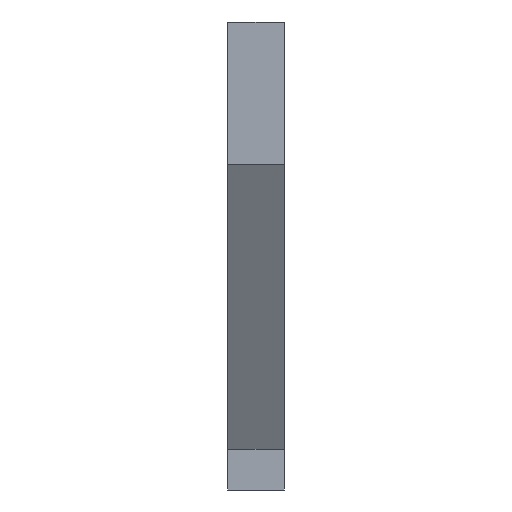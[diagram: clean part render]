
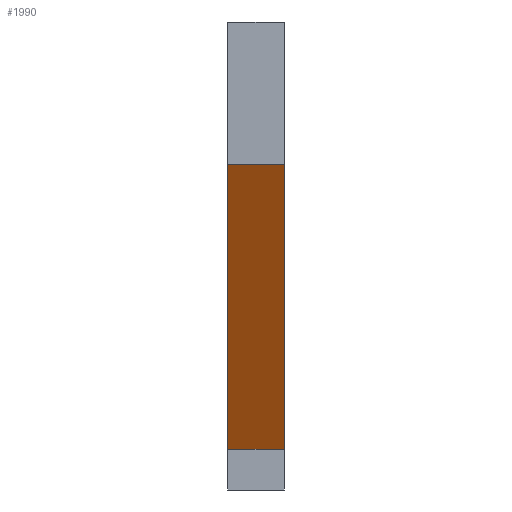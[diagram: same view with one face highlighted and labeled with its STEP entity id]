
A CAD part, left-side view. The second image highlights one B-rep face of the part: STEP entity #1990.
In plain terms, the highlighted planar face has unit normal (-0.866, 0, -0.5).
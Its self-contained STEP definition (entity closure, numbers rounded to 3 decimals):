
#371 = PLANE('',#372);
#372 = AXIS2_PLACEMENT_3D('',#373,#374,#375);
#373 = CARTESIAN_POINT('',(-3.502,-5.,-23.912));
#374 = DIRECTION('',(0.,1.,0.));
#375 = DIRECTION('',(0.,0.,1.));
#425 = PLANE('',#426);
#426 = AXIS2_PLACEMENT_3D('',#427,#428,#429);
#427 = CARTESIAN_POINT('',(-3.502,5.,-23.912));
#428 = DIRECTION('',(0.,1.,0.));
#429 = DIRECTION('',(0.,0.,1.));
#1121 = VERTEX_POINT('',#1122);
#1122 = CARTESIAN_POINT('',(31.396,5.,-70.238));
#1136 = PLANE('',#1137);
#1137 = AXIS2_PLACEMENT_3D('',#1138,#1139,#1140);
#1138 = CARTESIAN_POINT('',(31.396,5.,-70.238));
#1139 = DIRECTION('',(1.,0.,0.));
#1140 = DIRECTION('',(0.,0.,-1.));
#1148 = EDGE_CURVE('',#1149,#1121,#1151,.T.);
#1149 = VERTEX_POINT('',#1150);
#1150 = CARTESIAN_POINT('',(-0.331,5.,-15.286));
#1151 = SURFACE_CURVE('',#1152,(#1156,#1163),.PCURVE_S1.);
#1152 = LINE('',#1153,#1154);
#1153 = CARTESIAN_POINT('',(-6.104,5.,-5.286));
#1154 = VECTOR('',#1155,1.);
#1155 = DIRECTION('',(0.5,0.,-0.866));
#1156 = PCURVE('',#425,#1157);
#1157 = DEFINITIONAL_REPRESENTATION('',(#1158),#1162);
#1158 = LINE('',#1159,#1160);
#1159 = CARTESIAN_POINT('',(18.625,-2.602));
#1160 = VECTOR('',#1161,1.);
#1161 = DIRECTION('',(-0.866,0.5));
#1162 = ( GEOMETRIC_REPRESENTATION_CONTEXT(2) 
PARAMETRIC_REPRESENTATION_CONTEXT() REPRESENTATION_CONTEXT('2D SPACE',''
  ) );
#1163 = PCURVE('',#1164,#1169);
#1164 = PLANE('',#1165);
#1165 = AXIS2_PLACEMENT_3D('',#1166,#1167,#1168);
#1166 = CARTESIAN_POINT('',(-6.104,5.,-5.286));
#1167 = DIRECTION('',(0.866,0.,0.5));
#1168 = DIRECTION('',(0.5,0.,-0.866));
#1169 = DEFINITIONAL_REPRESENTATION('',(#1170),#1174);
#1170 = LINE('',#1171,#1172);
#1171 = CARTESIAN_POINT('',(0.,0.));
#1172 = VECTOR('',#1173,1.);
#1173 = DIRECTION('',(1.,0.));
#1174 = ( GEOMETRIC_REPRESENTATION_CONTEXT(2) 
PARAMETRIC_REPRESENTATION_CONTEXT() REPRESENTATION_CONTEXT('2D SPACE',''
  ) );
#1191 = CYLINDRICAL_SURFACE('',#1192,20.);
#1192 = AXIS2_PLACEMENT_3D('',#1193,#1194,#1195);
#1193 = CARTESIAN_POINT('',(-17.651,5.,-25.286));
#1194 = DIRECTION('',(0.,-1.,0.));
#1195 = DIRECTION('',(0.,0.,1.));
#1405 = VERTEX_POINT('',#1406);
#1406 = CARTESIAN_POINT('',(31.396,-5.,-70.238));
#1427 = EDGE_CURVE('',#1428,#1405,#1430,.T.);
#1428 = VERTEX_POINT('',#1429);
#1429 = CARTESIAN_POINT('',(-0.331,-5.,-15.286));
#1430 = SURFACE_CURVE('',#1431,(#1435,#1442),.PCURVE_S1.);
#1431 = LINE('',#1432,#1433);
#1432 = CARTESIAN_POINT('',(-6.104,-5.,-5.286));
#1433 = VECTOR('',#1434,1.);
#1434 = DIRECTION('',(0.5,0.,-0.866));
#1435 = PCURVE('',#371,#1436);
#1436 = DEFINITIONAL_REPRESENTATION('',(#1437),#1441);
#1437 = LINE('',#1438,#1439);
#1438 = CARTESIAN_POINT('',(18.625,-2.602));
#1439 = VECTOR('',#1440,1.);
#1440 = DIRECTION('',(-0.866,0.5));
#1441 = ( GEOMETRIC_REPRESENTATION_CONTEXT(2) 
PARAMETRIC_REPRESENTATION_CONTEXT() REPRESENTATION_CONTEXT('2D SPACE',''
  ) );
#1442 = PCURVE('',#1164,#1443);
#1443 = DEFINITIONAL_REPRESENTATION('',(#1444),#1448);
#1444 = LINE('',#1445,#1446);
#1445 = CARTESIAN_POINT('',(0.,-10.));
#1446 = VECTOR('',#1447,1.);
#1447 = DIRECTION('',(1.,0.));
#1448 = ( GEOMETRIC_REPRESENTATION_CONTEXT(2) 
PARAMETRIC_REPRESENTATION_CONTEXT() REPRESENTATION_CONTEXT('2D SPACE',''
  ) );
#1968 = EDGE_CURVE('',#1149,#1428,#1969,.T.);
#1969 = SURFACE_CURVE('',#1970,(#1974,#1981),.PCURVE_S1.);
#1970 = LINE('',#1971,#1972);
#1971 = CARTESIAN_POINT('',(-0.331,5.,-15.286));
#1972 = VECTOR('',#1973,1.);
#1973 = DIRECTION('',(0.,-1.,0.));
#1974 = PCURVE('',#1191,#1975);
#1975 = DEFINITIONAL_REPRESENTATION('',(#1976),#1980);
#1976 = LINE('',#1977,#1978);
#1977 = CARTESIAN_POINT('',(-1.047,0.));
#1978 = VECTOR('',#1979,1.);
#1979 = DIRECTION('',(-0.,1.));
#1980 = ( GEOMETRIC_REPRESENTATION_CONTEXT(2) 
PARAMETRIC_REPRESENTATION_CONTEXT() REPRESENTATION_CONTEXT('2D SPACE',''
  ) );
#1981 = PCURVE('',#1164,#1982);
#1982 = DEFINITIONAL_REPRESENTATION('',(#1983),#1987);
#1983 = LINE('',#1984,#1985);
#1984 = CARTESIAN_POINT('',(11.547,0.));
#1985 = VECTOR('',#1986,1.);
#1986 = DIRECTION('',(0.,-1.));
#1987 = ( GEOMETRIC_REPRESENTATION_CONTEXT(2) 
PARAMETRIC_REPRESENTATION_CONTEXT() REPRESENTATION_CONTEXT('2D SPACE',''
  ) );
#1990 = ADVANCED_FACE('',(#1991),#1164,.F.);
#1991 = FACE_BOUND('',#1992,.F.);
#1992 = EDGE_LOOP('',(#1993,#1994,#1995,#1996));
#1993 = ORIENTED_EDGE('',*,*,#1148,.F.);
#1994 = ORIENTED_EDGE('',*,*,#1968,.T.);
#1995 = ORIENTED_EDGE('',*,*,#1427,.T.);
#1996 = ORIENTED_EDGE('',*,*,#1997,.F.);
#1997 = EDGE_CURVE('',#1121,#1405,#1998,.T.);
#1998 = SURFACE_CURVE('',#1999,(#2003,#2010),.PCURVE_S1.);
#1999 = LINE('',#2000,#2001);
#2000 = CARTESIAN_POINT('',(31.396,5.,-70.238));
#2001 = VECTOR('',#2002,1.);
#2002 = DIRECTION('',(0.,-1.,0.));
#2003 = PCURVE('',#1164,#2004);
#2004 = DEFINITIONAL_REPRESENTATION('',(#2005),#2009);
#2005 = LINE('',#2006,#2007);
#2006 = CARTESIAN_POINT('',(75.,0.));
#2007 = VECTOR('',#2008,1.);
#2008 = DIRECTION('',(0.,-1.));
#2009 = ( GEOMETRIC_REPRESENTATION_CONTEXT(2) 
PARAMETRIC_REPRESENTATION_CONTEXT() REPRESENTATION_CONTEXT('2D SPACE',''
  ) );
#2010 = PCURVE('',#1136,#2011);
#2011 = DEFINITIONAL_REPRESENTATION('',(#2012),#2016);
#2012 = LINE('',#2013,#2014);
#2013 = CARTESIAN_POINT('',(0.,0.));
#2014 = VECTOR('',#2015,1.);
#2015 = DIRECTION('',(0.,-1.));
#2016 = ( GEOMETRIC_REPRESENTATION_CONTEXT(2) 
PARAMETRIC_REPRESENTATION_CONTEXT() REPRESENTATION_CONTEXT('2D SPACE',''
  ) );
